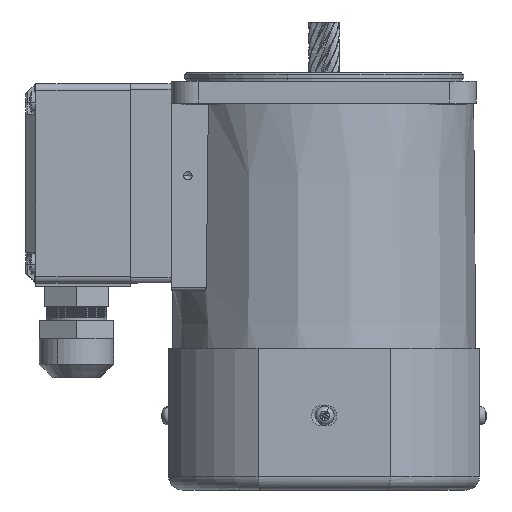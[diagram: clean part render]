
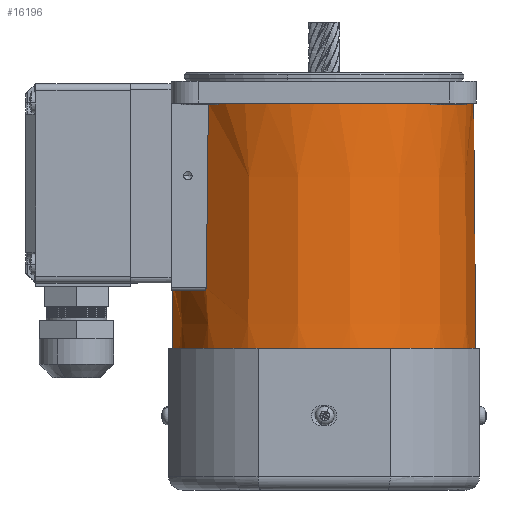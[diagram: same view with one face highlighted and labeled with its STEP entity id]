
A CAD part, left-side view. The second image highlights one B-rep face of the part: STEP entity #16196.
In plain terms, the highlighted conical face has half-angle 0.5 degrees and reference radius 45.1 mm.
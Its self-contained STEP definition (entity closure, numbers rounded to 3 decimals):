
#15521 = EDGE_CURVE ( 'NONE', #15523, #15525, #32415, .T. ) ;
#15523 = VERTEX_POINT ( 'NONE', #32367 ) ;
#15525 = VERTEX_POINT ( 'NONE', #32329 ) ;
#15860 = VERTEX_POINT ( 'NONE', #32814 ) ;
#15959 = EDGE_CURVE ( 'NONE', #15860, #15525, #32989, .T. ) ;
#16069 = EDGE_CURVE ( 'NONE', #16071, #15523, #33160, .T. ) ;
#16071 = VERTEX_POINT ( 'NONE', #33162 ) ;
#16072 = ORIENTED_EDGE ( 'NONE', *, *, #15959, .F. ) ;
#16082 = VERTEX_POINT ( 'NONE', #33206 ) ;
#16173 = EDGE_CURVE ( 'NONE', #16071, #16199, #33376, .T. ) ;
#16175 = ORIENTED_EDGE ( 'NONE', *, *, #16173, .F. ) ;
#16178 = ORIENTED_EDGE ( 'NONE', *, *, #15521, .T. ) ;
#16186 = ORIENTED_EDGE ( 'NONE', *, *, #16204, .T. ) ;
#16191 = EDGE_CURVE ( 'NONE', #16201, #16082, #33414, .T. ) ;
#16192 = EDGE_LOOP ( 'NONE', ( #16072, #16217, #16203, #16186, #16175, #16206, #16178 ) ) ;
#16196 = ADVANCED_FACE ( 'NONE', ( #33412 ), #33415, .T. ) ;
#16197 = EDGE_CURVE ( 'NONE', #16082, #15860, #33369, .T. ) ;
#16199 = VERTEX_POINT ( 'NONE', #33402 ) ;
#16201 = VERTEX_POINT ( 'NONE', #33411 ) ;
#16203 = ORIENTED_EDGE ( 'NONE', *, *, #16191, .F. ) ;
#16204 = EDGE_CURVE ( 'NONE', #16201, #16199, #33396, .T. ) ;
#16206 = ORIENTED_EDGE ( 'NONE', *, *, #16069, .T. ) ;
#16217 = ORIENTED_EDGE ( 'NONE', *, *, #16197, .F. ) ;
#32329 = CARTESIAN_POINT ( 'NONE',  ( 11.504, 0., 45. ) ) ;
#32367 = CARTESIAN_POINT ( 'NONE',  ( 11.504, 0., -45. ) ) ;
#32411 = DIRECTION ( 'NONE',  ( 0., 0., 1. ) ) ;
#32412 = DIRECTION ( 'NONE',  ( 1., 0., 0. ) ) ;
#32413 = CARTESIAN_POINT ( 'NONE',  ( 11.504, 0., 0. ) ) ;
#32414 = AXIS2_PLACEMENT_3D ( 'NONE', #32413, #32412, #32411 ) ;
#32415 = CIRCLE ( 'NONE', #32414, 45. ) ;
#32814 = CARTESIAN_POINT ( 'NONE',  ( 98.5, 0., 44.24 ) ) ;
#32974 = DIRECTION ( 'NONE',  ( -1., 0., 0.009 ) ) ;
#32975 = VECTOR ( 'NONE', #32974, 1000. ) ;
#32980 = CARTESIAN_POINT ( 'NONE',  ( 0., 0., 45.1 ) ) ;
#32989 = LINE ( 'NONE', #32980, #32975 ) ;
#33157 = DIRECTION ( 'NONE',  ( -1., 0., -0.009 ) ) ;
#33158 = VECTOR ( 'NONE', #33157, 1000. ) ;
#33159 = CARTESIAN_POINT ( 'NONE',  ( 0., 0., -45.1 ) ) ;
#33160 = LINE ( 'NONE', #33159, #33158 ) ;
#33162 = CARTESIAN_POINT ( 'NONE',  ( 43., 0., -44.725 ) ) ;
#33206 = CARTESIAN_POINT ( 'NONE',  ( 98.5, 28., -34.252 ) ) ;
#33360 = AXIS2_PLACEMENT_3D ( 'NONE', #33413, #33416, #33403 ) ;
#33369 = CIRCLE ( 'NONE', #33400, 44.24 ) ;
#33371 = DIRECTION ( 'NONE',  ( 0., 0., 1. ) ) ;
#33372 = DIRECTION ( 'NONE',  ( 1., 0., 0. ) ) ;
#33373 = CARTESIAN_POINT ( 'NONE',  ( 43., 0., 0. ) ) ;
#33374 = AXIS2_PLACEMENT_3D ( 'NONE', #33373, #33372, #33371 ) ;
#33376 = CIRCLE ( 'NONE', #33374, 44.725 ) ;
#33396 = B_SPLINE_CURVE_WITH_KNOTS ( 'NONE', 3,
 ( #33449, #33448, #33447, #33446, #33445, #33444, #33443, #33442, #33441, #33440 ),
 .UNSPECIFIED., .F., .F.,
 ( 4, 2, 2, 2, 4 ),
 ( 0., 0., 0.001, 0.001, 0.002 ),
 .UNSPECIFIED. ) ;
#33397 = DIRECTION ( 'NONE',  ( 0., 0., -1. ) ) ;
#33398 = DIRECTION ( 'NONE',  ( 1., 0., 0. ) ) ;
#33399 = CARTESIAN_POINT ( 'NONE',  ( 98.5, 0., 0. ) ) ;
#33400 = AXIS2_PLACEMENT_3D ( 'NONE', #33399, #33398, #33397 ) ;
#33402 = CARTESIAN_POINT ( 'NONE',  ( 43., 27., -35.655 ) ) ;
#33403 = DIRECTION ( 'NONE',  ( 0., 0., -1. ) ) ;
#33404 = CARTESIAN_POINT ( 'NONE',  ( 98.5, 28., -34.252 ) ) ;
#33405 = CARTESIAN_POINT ( 'NONE',  ( 84.629, 28., -34.409 ) ) ;
#33406 = CARTESIAN_POINT ( 'NONE',  ( 70.757, 28., -34.564 ) ) ;
#33407 = CARTESIAN_POINT ( 'NONE',  ( 56.886, 28., -34.72 ) ) ;
#33408 = CARTESIAN_POINT ( 'NONE',  ( 52.591, 28., -34.768 ) ) ;
#33409 = CARTESIAN_POINT ( 'NONE',  ( 48.295, 28., -34.816 ) ) ;
#33410 = CARTESIAN_POINT ( 'NONE',  ( 44., 28., -34.864 ) ) ;
#33411 = CARTESIAN_POINT ( 'NONE',  ( 44., 28., -34.864 ) ) ;
#33412 = FACE_OUTER_BOUND ( 'NONE', #16192, .T. ) ;
#33413 = CARTESIAN_POINT ( 'NONE',  ( 0., 0., 0. ) ) ;
#33414 = B_SPLINE_CURVE_WITH_KNOTS ( 'NONE', 3,
 ( #33410, #33409, #33408, #33407, #33406, #33405, #33404 ),
 .UNSPECIFIED., .F., .F.,
 ( 4, 3, 4 ),
 ( 0.076, 0.088, 0.13 ),
 .UNSPECIFIED. ) ;
#33415 = CONICAL_SURFACE ( 'NONE', #33360, 45.1, 0.009 ) ;
#33416 = DIRECTION ( 'NONE',  ( -1., 0., 0. ) ) ;
#33440 = CARTESIAN_POINT ( 'NONE',  ( 43., 27., -35.655 ) ) ;
#33441 = CARTESIAN_POINT ( 'NONE',  ( 43., 27.239, -35.474 ) ) ;
#33442 = CARTESIAN_POINT ( 'NONE',  ( 43.083, 27.475, -35.291 ) ) ;
#33443 = CARTESIAN_POINT ( 'NONE',  ( 43.297, 27.714, -35.1 ) ) ;
#33444 = CARTESIAN_POINT ( 'NONE',  ( 43.345, 27.758, -35.064 ) ) ;
#33445 = CARTESIAN_POINT ( 'NONE',  ( 43.452, 27.839, -34.999 ) ) ;
#33446 = CARTESIAN_POINT ( 'NONE',  ( 43.511, 27.875, -34.97 ) ) ;
#33447 = CARTESIAN_POINT ( 'NONE',  ( 43.702, 27.965, -34.896 ) ) ;
#33448 = CARTESIAN_POINT ( 'NONE',  ( 43.849, 28., -34.866 ) ) ;
#33449 = CARTESIAN_POINT ( 'NONE',  ( 44., 28., -34.864 ) ) ;
